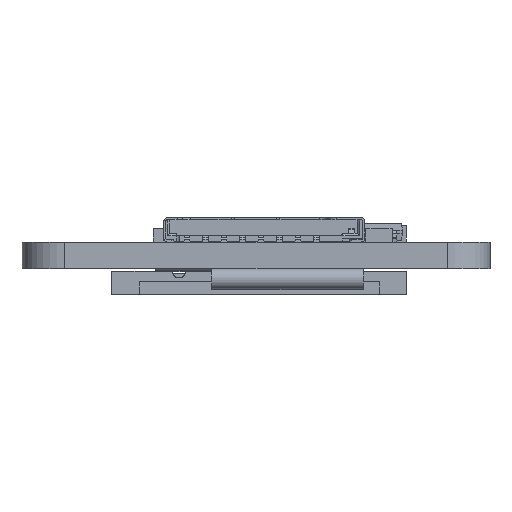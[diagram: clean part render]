
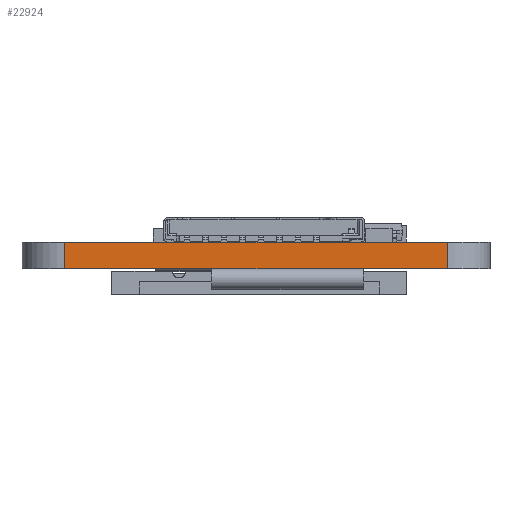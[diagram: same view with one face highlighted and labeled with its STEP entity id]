
A CAD part, left-side view. The second image highlights one B-rep face of the part: STEP entity #22924.
In plain terms, the highlighted planar face has unit normal (-1, 0, 0).
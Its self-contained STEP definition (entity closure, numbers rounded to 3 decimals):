
#277=PLANE('',#24364);
#1162=FACE_OUTER_BOUND('',#2381,.T.);
#2381=EDGE_LOOP('',(#15479,#15480,#15481,#15482));
#3751=LINE('',#33261,#6355);
#3752=LINE('',#33264,#6356);
#3753=LINE('',#33266,#6357);
#3754=LINE('',#33267,#6358);
#6355=VECTOR('',#26646,10.);
#6356=VECTOR('',#26649,10.);
#6357=VECTOR('',#26650,10.);
#6358=VECTOR('',#26651,10.);
#9753=VERTEX_POINT('',#33257);
#9754=VERTEX_POINT('',#33259);
#9755=VERTEX_POINT('',#33263);
#9756=VERTEX_POINT('',#33265);
#12028=EDGE_CURVE('',#9753,#9754,#3751,.T.);
#12029=EDGE_CURVE('',#9753,#9755,#3752,.T.);
#12030=EDGE_CURVE('',#9756,#9754,#3753,.T.);
#12031=EDGE_CURVE('',#9755,#9756,#3754,.T.);
#15479=ORIENTED_EDGE('',*,*,#12029,.F.);
#15480=ORIENTED_EDGE('',*,*,#12028,.T.);
#15481=ORIENTED_EDGE('',*,*,#12030,.F.);
#15482=ORIENTED_EDGE('',*,*,#12031,.F.);
#22924=ADVANCED_FACE('',(#1162),#277,.T.);
#24364=AXIS2_PLACEMENT_3D('',#33262,#26647,#26648);
#26646=DIRECTION('',(0.,0.,1.));
#26647=DIRECTION('center_axis',(-1.,0.,0.));
#26648=DIRECTION('ref_axis',(0.,-1.,0.));
#26649=DIRECTION('',(0.,1.,0.));
#26650=DIRECTION('',(0.,-1.,0.));
#26651=DIRECTION('',(0.,0.,1.));
#33257=CARTESIAN_POINT('',(0.,2.54,0.));
#33259=CARTESIAN_POINT('',(0.,2.54,1.57));
#33261=CARTESIAN_POINT('',(0.,2.54,0.));
#33262=CARTESIAN_POINT('Origin',(0.,25.273,0.));
#33263=CARTESIAN_POINT('',(0.,25.273,0.));
#33264=CARTESIAN_POINT('',(0.,2.54,0.));
#33265=CARTESIAN_POINT('',(0.,25.273,1.57));
#33266=CARTESIAN_POINT('',(0.,2.54,1.57));
#33267=CARTESIAN_POINT('',(0.,25.273,0.));
